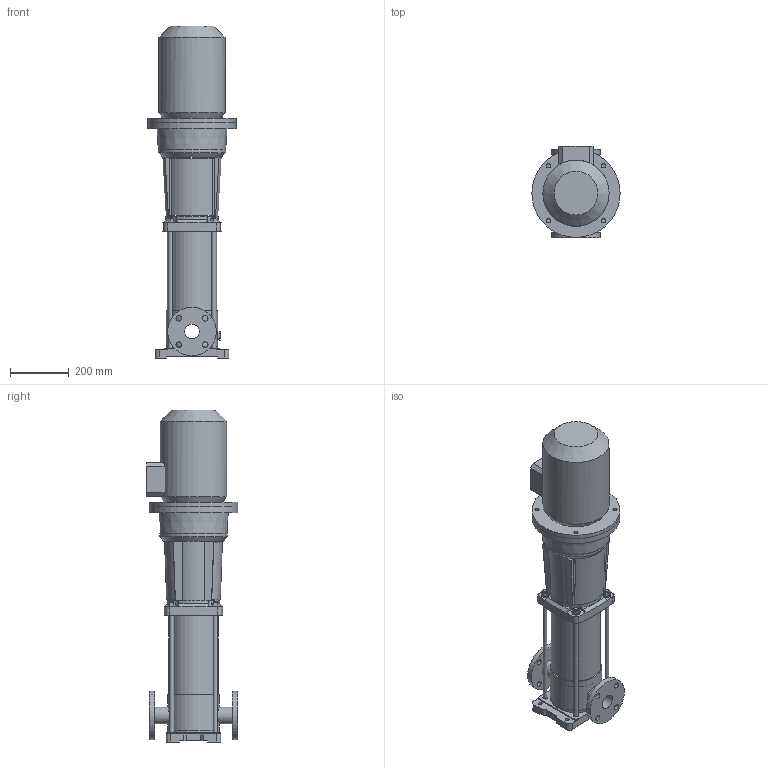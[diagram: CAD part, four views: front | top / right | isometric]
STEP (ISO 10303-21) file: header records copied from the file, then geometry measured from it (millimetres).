
FILE_DESCRIPTION(/* description */ ('-'),/* implementation_level */ '2;1');
FILE_NAME(/* name */ 'EV 15-6 F',/* time_stamp */ '2017-11-15T15:22:00+01:00',/* author */ ('Simonelli M.'),/* organization */ ('Franklin Electric'),/* preprocessor_version */ 'ST-DEVELOPER v16.7',/* originating_system */ 'DEX',/* authorisation */ $);
FILE_SCHEMA (('AUTOMOTIVE_DESIGN {1 0 10303 214 3 1 1}'));
Length unit declared in the file: millimetre
Products named in the file (12): 15-20 B5; BASE 15-20; CORPO 15-20; CAMICIA 15-20; ADATTATORE LUNGO 15-20; TIRANTE M14; RONDELLA M14; DADO M14; COPRIGIUNTO LUNGO 30-45-65-95; MEC 132 [5.5kW] B5 - LAFERT; FLANGIA 132
Assembly tree (20 placements, depth 2):
  15-20 B5
    BASE 15-20
    CORPO 15-20
    CAMICIA 15-20
    ADATTATORE LUNGO 15-20
    TIRANTE M14  x4
    RONDELLA M14  x4
    DADO M14  x4
    COPRIGIUNTO LUNGO 30-45-65-95  x2
    MEC 132 [5.5kW] B5 - LAFERT
    FLANGIA 132
  (unnamed)
Bounding box: 300 x 310 x 1128 mm (x, y, z)
Volume: 21508300 mm3; surface area: 1906976.4 mm2
Topology: 22 solids, 22 shells, 321 faces, 752 edges, 495 vertices
Faces by surface type: plane 208, cylinder 102, cone 11
Full cylindrical faces by diameter (mm): 13 x4, 14 x12, 14.95 x2, 15 x12, 17 x2, 19 x8, 28 x4, 32 x1, 50 x1, 57 x2, 74 x1, 126 x2, 165 x3, 168 x2, 168.5 x1, 174 x2, 185 x1, 188 x1, 201 x2, 225 x1, 228 x1, 230 x2, 300 x2
Entity records: 8736 total; most frequent: CARTESIAN_POINT 1930, DIRECTION 1286, ORIENTED_EDGE 1048, EDGE_CURVE 524, AXIS2_PLACEMENT_3D 499, EDGE_LOOP 393, FACE_BOUND 393, VERTEX_POINT 377
